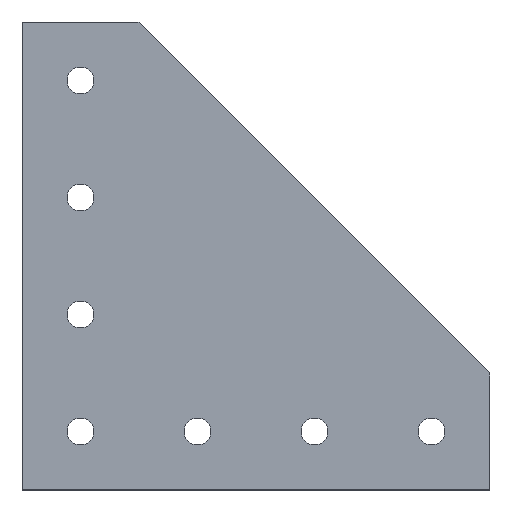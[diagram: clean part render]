
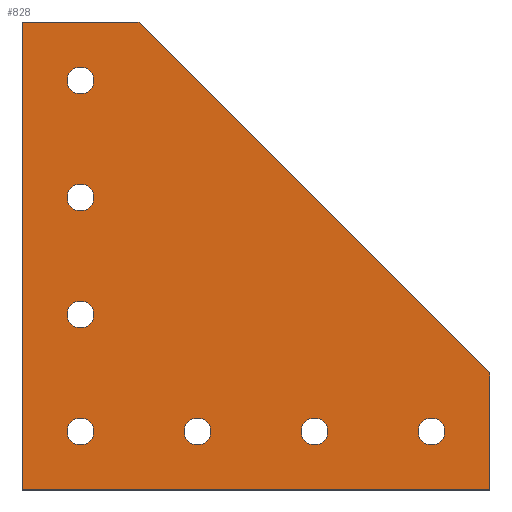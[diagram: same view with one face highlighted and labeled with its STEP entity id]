
A CAD part, top view. The second image highlights one B-rep face of the part: STEP entity #828.
In plain terms, the highlighted planar face has unit normal (0, 0, 1).
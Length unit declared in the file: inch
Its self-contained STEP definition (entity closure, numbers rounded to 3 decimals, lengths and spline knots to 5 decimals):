
#137=CARTESIAN_POINT('',(0.17187,4.5,0.25));
#138=VERTEX_POINT('',#137);
#154=CARTESIAN_POINT('',(-0.17188,4.5,0.25));
#155=VERTEX_POINT('',#154);
#162=CARTESIAN_POINT('',(0.,4.5,0.25));
#163=DIRECTION('',(0.0,0.0,-1.0));
#164=DIRECTION('',(1.0,0.0,0.0));
#165=AXIS2_PLACEMENT_3D('',#162,#163,#164);
#166=CIRCLE('',#165,0.17188);
#167=EDGE_CURVE('',#138,#155,#166,.T.);
#179=CARTESIAN_POINT('',(0.17188,3.0,0.25));
#180=VERTEX_POINT('',#179);
#196=CARTESIAN_POINT('',(-0.17188,3.0,0.25));
#197=VERTEX_POINT('',#196);
#204=CARTESIAN_POINT('',(0.0,3.0,0.25));
#205=DIRECTION('',(0.0,0.0,-1.0));
#206=DIRECTION('',(1.0,0.0,0.0));
#207=AXIS2_PLACEMENT_3D('',#204,#205,#206);
#208=CIRCLE('',#207,0.17188);
#209=EDGE_CURVE('',#180,#197,#208,.T.);
#221=CARTESIAN_POINT('',(0.17188,1.5,0.25));
#222=VERTEX_POINT('',#221);
#238=CARTESIAN_POINT('',(-0.17188,1.5,0.25));
#239=VERTEX_POINT('',#238);
#246=CARTESIAN_POINT('',(0.0,1.5,0.25));
#247=DIRECTION('',(0.0,0.0,-1.0));
#248=DIRECTION('',(1.0,0.0,0.0));
#249=AXIS2_PLACEMENT_3D('',#246,#247,#248);
#250=CIRCLE('',#249,0.17188);
#251=EDGE_CURVE('',#222,#239,#250,.T.);
#263=CARTESIAN_POINT('',(0.17188,0.,0.25));
#264=VERTEX_POINT('',#263);
#280=CARTESIAN_POINT('',(-0.17188,0.,0.25));
#281=VERTEX_POINT('',#280);
#288=CARTESIAN_POINT('',(0.0,0.,0.25));
#289=DIRECTION('',(0.0,0.0,-1.0));
#290=DIRECTION('',(1.0,0.0,0.0));
#291=AXIS2_PLACEMENT_3D('',#288,#289,#290);
#292=CIRCLE('',#291,0.17188);
#293=EDGE_CURVE('',#264,#281,#292,.T.);
#305=CARTESIAN_POINT('',(1.67188,0.,0.25));
#306=VERTEX_POINT('',#305);
#322=CARTESIAN_POINT('',(1.32813,0.,0.25));
#323=VERTEX_POINT('',#322);
#330=CARTESIAN_POINT('',(1.5,0.,0.25));
#331=DIRECTION('',(0.0,0.0,-1.0));
#332=DIRECTION('',(1.0,0.0,0.0));
#333=AXIS2_PLACEMENT_3D('',#330,#331,#332);
#334=CIRCLE('',#333,0.17188);
#335=EDGE_CURVE('',#306,#323,#334,.T.);
#347=CARTESIAN_POINT('',(3.17188,0.,0.25));
#348=VERTEX_POINT('',#347);
#364=CARTESIAN_POINT('',(2.82813,0.,0.25));
#365=VERTEX_POINT('',#364);
#372=CARTESIAN_POINT('',(3.0,0.,0.25));
#373=DIRECTION('',(0.0,0.0,-1.0));
#374=DIRECTION('',(1.0,0.0,0.0));
#375=AXIS2_PLACEMENT_3D('',#372,#373,#374);
#376=CIRCLE('',#375,0.17188);
#377=EDGE_CURVE('',#348,#365,#376,.T.);
#389=CARTESIAN_POINT('',(4.67188,0.,0.25));
#390=VERTEX_POINT('',#389);
#406=CARTESIAN_POINT('',(4.32813,0.,0.25));
#407=VERTEX_POINT('',#406);
#414=CARTESIAN_POINT('',(4.5,0.,0.25));
#415=DIRECTION('',(0.0,0.0,-1.0));
#416=DIRECTION('',(1.0,0.0,0.0));
#417=AXIS2_PLACEMENT_3D('',#414,#415,#416);
#418=CIRCLE('',#417,0.17188);
#419=EDGE_CURVE('',#390,#407,#418,.T.);
#430=CARTESIAN_POINT('',(4.5,0.,0.25));
#431=DIRECTION('',(0.0,0.0,-1.0));
#432=DIRECTION('',(1.0,0.0,0.0));
#433=AXIS2_PLACEMENT_3D('',#430,#431,#432);
#434=CIRCLE('',#433,0.17188);
#435=EDGE_CURVE('',#407,#390,#434,.T.);
#454=CARTESIAN_POINT('',(3.0,0.,0.25));
#455=DIRECTION('',(0.0,0.0,-1.0));
#456=DIRECTION('',(1.0,0.0,0.0));
#457=AXIS2_PLACEMENT_3D('',#454,#455,#456);
#458=CIRCLE('',#457,0.17188);
#459=EDGE_CURVE('',#365,#348,#458,.T.);
#478=CARTESIAN_POINT('',(1.5,0.,0.25));
#479=DIRECTION('',(0.0,0.0,-1.0));
#480=DIRECTION('',(1.0,0.0,0.0));
#481=AXIS2_PLACEMENT_3D('',#478,#479,#480);
#482=CIRCLE('',#481,0.17188);
#483=EDGE_CURVE('',#323,#306,#482,.T.);
#502=CARTESIAN_POINT('',(0.0,0.,0.25));
#503=DIRECTION('',(0.0,0.0,-1.0));
#504=DIRECTION('',(1.0,0.0,0.0));
#505=AXIS2_PLACEMENT_3D('',#502,#503,#504);
#506=CIRCLE('',#505,0.17188);
#507=EDGE_CURVE('',#281,#264,#506,.T.);
#526=CARTESIAN_POINT('',(0.0,1.5,0.25));
#527=DIRECTION('',(0.0,0.0,-1.0));
#528=DIRECTION('',(1.0,0.0,0.0));
#529=AXIS2_PLACEMENT_3D('',#526,#527,#528);
#530=CIRCLE('',#529,0.17188);
#531=EDGE_CURVE('',#239,#222,#530,.T.);
#550=CARTESIAN_POINT('',(0.0,3.0,0.25));
#551=DIRECTION('',(0.0,0.0,-1.0));
#552=DIRECTION('',(1.0,0.0,0.0));
#553=AXIS2_PLACEMENT_3D('',#550,#551,#552);
#554=CIRCLE('',#553,0.17188);
#555=EDGE_CURVE('',#197,#180,#554,.T.);
#574=CARTESIAN_POINT('',(0.,4.5,0.25));
#575=DIRECTION('',(0.0,0.0,-1.0));
#576=DIRECTION('',(1.0,0.0,0.0));
#577=AXIS2_PLACEMENT_3D('',#574,#575,#576);
#578=CIRCLE('',#577,0.17188);
#579=EDGE_CURVE('',#155,#138,#578,.T.);
#597=CARTESIAN_POINT('',(5.25,-0.75,0.25));
#598=VERTEX_POINT('',#597);
#599=CARTESIAN_POINT('',(-0.75,-0.75,0.25));
#600=VERTEX_POINT('',#599);
#601=CARTESIAN_POINT('',(5.25,-0.75,0.25));
#602=DIRECTION('',(-1.0,0.0,0.0));
#603=VECTOR('',#602,6.0);
#604=LINE('',#601,#603);
#605=EDGE_CURVE('',#598,#600,#604,.T.);
#637=CARTESIAN_POINT('',(-0.75,5.25,0.25));
#638=VERTEX_POINT('',#637);
#639=CARTESIAN_POINT('',(-0.75,-0.75,0.25));
#640=DIRECTION('',(0.0,1.0,0.0));
#641=VECTOR('',#640,6.0);
#642=LINE('',#639,#641);
#643=EDGE_CURVE('',#600,#638,#642,.T.);
#668=CARTESIAN_POINT('',(0.75,5.25,0.25));
#669=VERTEX_POINT('',#668);
#670=CARTESIAN_POINT('',(-0.75,5.25,0.25));
#671=DIRECTION('',(1.0,0.0,0.0));
#672=VECTOR('',#671,1.5);
#673=LINE('',#670,#672);
#674=EDGE_CURVE('',#638,#669,#673,.T.);
#699=CARTESIAN_POINT('',(5.25,0.75,0.25));
#700=VERTEX_POINT('',#699);
#701=CARTESIAN_POINT('',(0.75,5.25,0.25));
#702=DIRECTION('',(0.707,-0.707,0.));
#703=VECTOR('',#702,6.36396);
#704=LINE('',#701,#703);
#705=EDGE_CURVE('',#669,#700,#704,.T.);
#730=CARTESIAN_POINT('',(5.25,0.75,0.25));
#731=DIRECTION('',(0.0,-1.0,0.0));
#732=VECTOR('',#731,1.5);
#733=LINE('',#730,#732);
#734=EDGE_CURVE('',#700,#598,#733,.T.);
#788=CARTESIAN_POINT('',(5.25,-0.75,0.25));
#789=DIRECTION('',(0.0,0.0,1.0));
#790=DIRECTION('',(0.0,-1.0,0.0));
#791=AXIS2_PLACEMENT_3D('',#788,#789,#790);
#792=PLANE('',#791);
#793=ORIENTED_EDGE('',*,*,#605,.F.);
#794=ORIENTED_EDGE('',*,*,#734,.F.);
#795=ORIENTED_EDGE('',*,*,#705,.F.);
#796=ORIENTED_EDGE('',*,*,#674,.F.);
#797=ORIENTED_EDGE('',*,*,#643,.F.);
#798=EDGE_LOOP('',(#793,#794,#795,#796,#797));
#799=FACE_OUTER_BOUND('',#798,.T.);
#800=ORIENTED_EDGE('',*,*,#419,.T.);
#801=ORIENTED_EDGE('',*,*,#435,.T.);
#802=EDGE_LOOP('',(#800,#801));
#803=FACE_BOUND('',#802,.T.);
#804=ORIENTED_EDGE('',*,*,#377,.T.);
#805=ORIENTED_EDGE('',*,*,#459,.T.);
#806=EDGE_LOOP('',(#804,#805));
#807=FACE_BOUND('',#806,.T.);
#808=ORIENTED_EDGE('',*,*,#335,.T.);
#809=ORIENTED_EDGE('',*,*,#483,.T.);
#810=EDGE_LOOP('',(#808,#809));
#811=FACE_BOUND('',#810,.T.);
#812=ORIENTED_EDGE('',*,*,#293,.T.);
#813=ORIENTED_EDGE('',*,*,#507,.T.);
#814=EDGE_LOOP('',(#812,#813));
#815=FACE_BOUND('',#814,.T.);
#816=ORIENTED_EDGE('',*,*,#251,.T.);
#817=ORIENTED_EDGE('',*,*,#531,.T.);
#818=EDGE_LOOP('',(#816,#817));
#819=FACE_BOUND('',#818,.T.);
#820=ORIENTED_EDGE('',*,*,#209,.T.);
#821=ORIENTED_EDGE('',*,*,#555,.T.);
#822=EDGE_LOOP('',(#820,#821));
#823=FACE_BOUND('',#822,.T.);
#824=ORIENTED_EDGE('',*,*,#167,.T.);
#825=ORIENTED_EDGE('',*,*,#579,.T.);
#826=EDGE_LOOP('',(#824,#825));
#827=FACE_BOUND('',#826,.T.);
#828=ADVANCED_FACE('',(#799,#803,#807,#811,#815,#819,#823,#827),#792,.T.);
